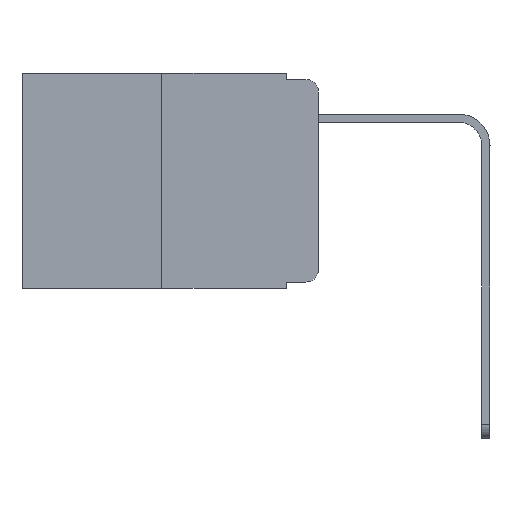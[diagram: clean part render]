
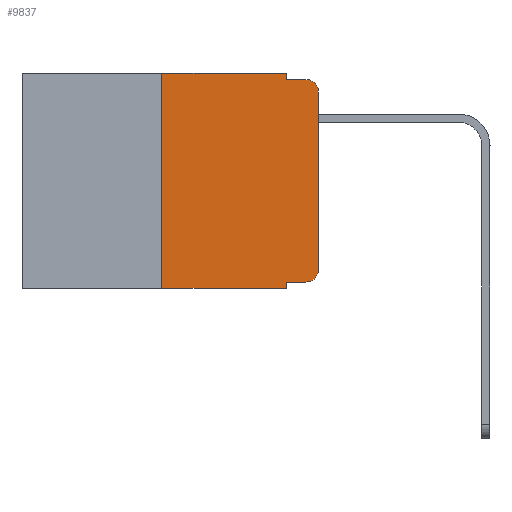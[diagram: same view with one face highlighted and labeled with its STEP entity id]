
A CAD part, left-side view. The second image highlights one B-rep face of the part: STEP entity #9837.
In plain terms, the highlighted planar face has unit normal (-1, 0, 0).
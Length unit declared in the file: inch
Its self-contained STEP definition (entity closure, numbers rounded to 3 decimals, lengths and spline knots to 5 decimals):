
#181 = CIRCLE ( 'NONE', #828, 0.02 ) ;
#718 = DIRECTION ( 'NONE',  ( 0., 0., -1. ) ) ;
#828 = AXIS2_PLACEMENT_3D ( 'NONE', #2062, #17867, #25509 ) ;
#1025 = EDGE_CURVE ( 'NONE', #19978, #22064, #23961, .T. ) ;
#1264 = DIRECTION ( 'NONE',  ( 0., -1., 0. ) ) ;
#1540 = EDGE_CURVE ( 'NONE', #19978, #12987, #14388, .T. ) ;
#1623 = LINE ( 'NONE', #21639, #9323 ) ;
#1751 = DIRECTION ( 'NONE',  ( 0., -1., 0. ) ) ;
#1817 = CARTESIAN_POINT ( 'NONE',  ( 0., 0.051, -0.01 ) ) ;
#1891 = CARTESIAN_POINT ( 'NONE',  ( 0., 0.25, 0. ) ) ;
#2046 = ORIENTED_EDGE ( 'NONE', *, *, #9930, .F. ) ;
#2062 = CARTESIAN_POINT ( 'NONE',  ( 0., 0.02, -0.03 ) ) ;
#2212 = VERTEX_POINT ( 'NONE', #1817 ) ;
#2276 = LINE ( 'NONE', #10969, #8435 ) ;
#2371 = VECTOR ( 'NONE', #718, 39.37008 ) ;
#2992 = VECTOR ( 'NONE', #9949, 39.37008 ) ;
#3188 = FACE_OUTER_BOUND ( 'NONE', #17280, .T. ) ;
#3708 = VERTEX_POINT ( 'NONE', #1891 ) ;
#4125 = VERTEX_POINT ( 'NONE', #17865 ) ;
#4222 = ORIENTED_EDGE ( 'NONE', *, *, #14995, .T. ) ;
#4448 = ORIENTED_EDGE ( 'NONE', *, *, #19319, .F. ) ;
#4525 = EDGE_CURVE ( 'NONE', #12987, #23208, #12381, .T. ) ;
#4940 = DIRECTION ( 'NONE',  ( 0., -1., 0. ) ) ;
#5820 = CARTESIAN_POINT ( 'NONE',  ( 0., 0., -0.313 ) ) ;
#6224 = CARTESIAN_POINT ( 'NONE',  ( 0., 0.051, 0. ) ) ;
#6724 = EDGE_CURVE ( 'NONE', #23208, #8456, #17550, .T. ) ;
#7126 = ORIENTED_EDGE ( 'NONE', *, *, #11886, .F. ) ;
#7415 = CARTESIAN_POINT ( 'NONE',  ( 0., 0.051, -0.01 ) ) ;
#8435 = VECTOR ( 'NONE', #4940, 39.37008 ) ;
#8456 = VERTEX_POINT ( 'NONE', #9926 ) ;
#9050 = CARTESIAN_POINT ( 'NONE',  ( 0., 0.02, -0.333 ) ) ;
#9243 = ORIENTED_EDGE ( 'NONE', *, *, #17997, .T. ) ;
#9323 = VECTOR ( 'NONE', #1751, 39.37008 ) ;
#9738 = ORIENTED_EDGE ( 'NONE', *, *, #4525, .T. ) ;
#9837 = ADVANCED_FACE ( 'NONE', ( #3188 ), #12691, .F. ) ;
#9926 = CARTESIAN_POINT ( 'NONE',  ( 0., 0., -0.03 ) ) ;
#9930 = EDGE_CURVE ( 'NONE', #3708, #19949, #2276, .T. ) ;
#9949 = DIRECTION ( 'NONE',  ( 0., 0., -1. ) ) ;
#10969 = CARTESIAN_POINT ( 'NONE',  ( 0., 0.473, 0. ) ) ;
#11118 = VECTOR ( 'NONE', #21202, 39.37008 ) ;
#11412 = LINE ( 'NONE', #14170, #17296 ) ;
#11886 = EDGE_CURVE ( 'NONE', #2212, #4125, #13265, .T. ) ;
#12171 = CARTESIAN_POINT ( 'NONE',  ( 0., 0.051, -0.343 ) ) ;
#12193 = DIRECTION ( 'NONE',  ( -1., 0., 0. ) ) ;
#12381 = CIRCLE ( 'NONE', #12560, 0.02 ) ;
#12560 = AXIS2_PLACEMENT_3D ( 'NONE', #23996, #12193, #24162 ) ;
#12663 = ORIENTED_EDGE ( 'NONE', *, *, #1540, .T. ) ;
#12691 = PLANE ( 'NONE',  #13128 ) ;
#12987 = VERTEX_POINT ( 'NONE', #9050 ) ;
#13128 = AXIS2_PLACEMENT_3D ( 'NONE', #22342, #20450, #16262 ) ;
#13265 = LINE ( 'NONE', #7415, #11118 ) ;
#14170 = CARTESIAN_POINT ( 'NONE',  ( 0., 0.25, 0. ) ) ;
#14388 = LINE ( 'NONE', #14882, #16855 ) ;
#14695 = DIRECTION ( 'NONE',  ( 0., 0., 1. ) ) ;
#14882 = CARTESIAN_POINT ( 'NONE',  ( 0., 0.051, -0.333 ) ) ;
#14995 = EDGE_CURVE ( 'NONE', #8456, #4125, #181, .T. ) ;
#15682 = VECTOR ( 'NONE', #14695, 39.37008 ) ;
#15928 = CARTESIAN_POINT ( 'NONE',  ( 0., 0.051, 0. ) ) ;
#16262 = DIRECTION ( 'NONE',  ( 0., 0., -1. ) ) ;
#16855 = VECTOR ( 'NONE', #1264, 39.37008 ) ;
#17174 = ORIENTED_EDGE ( 'NONE', *, *, #6724, .T. ) ;
#17280 = EDGE_LOOP ( 'NONE', ( #17174, #4222, #7126, #25197, #2046, #4448, #9243, #22488, #12663, #9738 ) ) ;
#17296 = VECTOR ( 'NONE', #22068, 39.37008 ) ;
#17550 = LINE ( 'NONE', #22354, #15682 ) ;
#17865 = CARTESIAN_POINT ( 'NONE',  ( 0., 0.02, -0.01 ) ) ;
#17867 = DIRECTION ( 'NONE',  ( -1., 0., 0. ) ) ;
#17997 = EDGE_CURVE ( 'NONE', #18281, #22064, #1623, .T. ) ;
#18281 = VERTEX_POINT ( 'NONE', #24532 ) ;
#18448 = CARTESIAN_POINT ( 'NONE',  ( 0., 0.051, -0.333 ) ) ;
#19319 = EDGE_CURVE ( 'NONE', #18281, #3708, #11412, .T. ) ;
#19949 = VERTEX_POINT ( 'NONE', #24288 ) ;
#19978 = VERTEX_POINT ( 'NONE', #18448 ) ;
#20450 = DIRECTION ( 'NONE',  ( 1., 0., 0. ) ) ;
#21202 = DIRECTION ( 'NONE',  ( 0., -1., 0. ) ) ;
#21393 = EDGE_CURVE ( 'NONE', #19949, #2212, #21820, .T. ) ;
#21639 = CARTESIAN_POINT ( 'NONE',  ( 0., 0.473, -0.343 ) ) ;
#21820 = LINE ( 'NONE', #15928, #2992 ) ;
#22064 = VERTEX_POINT ( 'NONE', #12171 ) ;
#22068 = DIRECTION ( 'NONE',  ( 0., 0., 1. ) ) ;
#22342 = CARTESIAN_POINT ( 'NONE',  ( 0., 0.473, 0. ) ) ;
#22354 = CARTESIAN_POINT ( 'NONE',  ( 0., 0., 0. ) ) ;
#22488 = ORIENTED_EDGE ( 'NONE', *, *, #1025, .F. ) ;
#23208 = VERTEX_POINT ( 'NONE', #5820 ) ;
#23961 = LINE ( 'NONE', #6224, #2371 ) ;
#23996 = CARTESIAN_POINT ( 'NONE',  ( 0., 0.02, -0.313 ) ) ;
#24162 = DIRECTION ( 'NONE',  ( 0., 0., -1. ) ) ;
#24288 = CARTESIAN_POINT ( 'NONE',  ( 0., 0.051, 0. ) ) ;
#24532 = CARTESIAN_POINT ( 'NONE',  ( 0., 0.25, -0.343 ) ) ;
#25197 = ORIENTED_EDGE ( 'NONE', *, *, #21393, .F. ) ;
#25509 = DIRECTION ( 'NONE',  ( 0., 0., -1. ) ) ;
